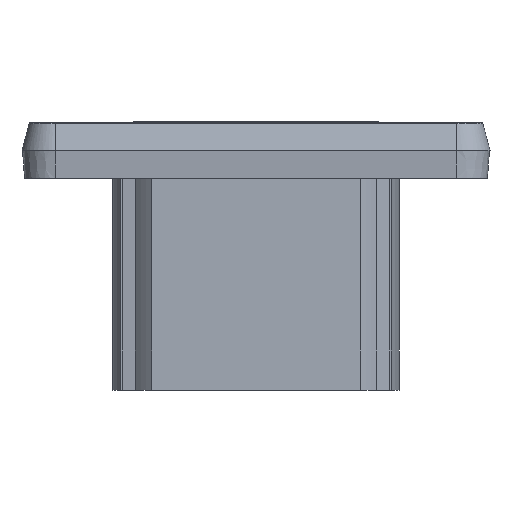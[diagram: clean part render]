
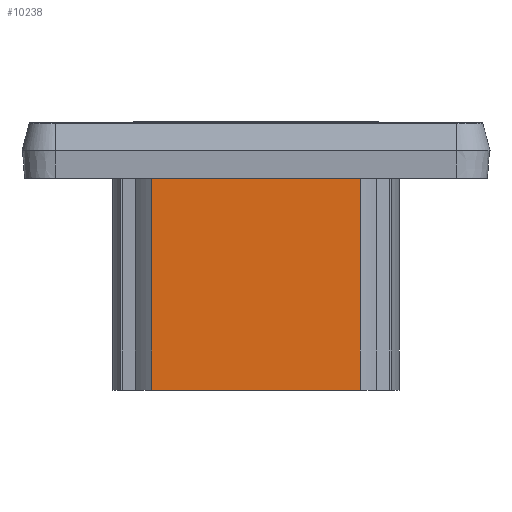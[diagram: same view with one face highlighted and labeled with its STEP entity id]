
A CAD part, front view. The second image highlights one B-rep face of the part: STEP entity #10238.
In plain terms, the highlighted planar face has unit normal (0, -1, 0).
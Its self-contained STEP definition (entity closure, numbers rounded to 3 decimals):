
#11 = LINE ( 'NONE', #2807, #6722 ) ;
#128 = CARTESIAN_POINT ( 'NONE',  ( -18.667, -21.8, 0. ) ) ;
#189 = LINE ( 'NONE', #6569, #4810 ) ;
#357 = CARTESIAN_POINT ( 'NONE',  ( 18.667, -21.8, 0. ) ) ;
#536 = FACE_OUTER_BOUND ( 'NONE', #15271, .T. ) ;
#1389 = CARTESIAN_POINT ( 'NONE',  ( -18.667, -21.8, 0. ) ) ;
#1666 = CARTESIAN_POINT ( 'NONE',  ( 18.667, -21.8, -38. ) ) ;
#1715 = EDGE_CURVE ( 'NONE', #11099, #6729, #14132, .T. ) ;
#1894 = VERTEX_POINT ( 'NONE', #128 ) ;
#2481 = ORIENTED_EDGE ( 'NONE', *, *, #17127, .F. ) ;
#2624 = AXIS2_PLACEMENT_3D ( 'NONE', #357, #11102, #9709 ) ;
#2679 = VECTOR ( 'NONE', #9510, 1000. ) ;
#2807 = CARTESIAN_POINT ( 'NONE',  ( -18.667, -21.8, 0. ) ) ;
#3376 = DIRECTION ( 'NONE',  ( 0., 0., -1. ) ) ;
#4150 = ORIENTED_EDGE ( 'NONE', *, *, #7103, .T. ) ;
#4172 = LINE ( 'NONE', #1389, #2679 ) ;
#4280 = PLANE ( 'NONE',  #2624 ) ;
#4773 = CARTESIAN_POINT ( 'NONE',  ( 18.667, -21.8, 0. ) ) ;
#4810 = VECTOR ( 'NONE', #10506, 1000. ) ;
#6569 = CARTESIAN_POINT ( 'NONE',  ( 18.667, -21.8, -38. ) ) ;
#6722 = VECTOR ( 'NONE', #9452, 1000. ) ;
#6729 = VERTEX_POINT ( 'NONE', #1666 ) ;
#7103 = EDGE_CURVE ( 'NONE', #1894, #13021, #4172, .T. ) ;
#7140 = ORIENTED_EDGE ( 'NONE', *, *, #1715, .F. ) ;
#9452 = DIRECTION ( 'NONE',  ( -1., 0., 0. ) ) ;
#9510 = DIRECTION ( 'NONE',  ( 0., 0., -1. ) ) ;
#9709 = DIRECTION ( 'NONE',  ( 0., 0., -1. ) ) ;
#10238 = ADVANCED_FACE ( 'NONE', ( #536 ), #4280, .T. ) ;
#10506 = DIRECTION ( 'NONE',  ( -1., 0., 0. ) ) ;
#10567 = CARTESIAN_POINT ( 'NONE',  ( 18.667, -21.8, 0. ) ) ;
#10823 = EDGE_CURVE ( 'NONE', #11099, #1894, #11, .T. ) ;
#10949 = CARTESIAN_POINT ( 'NONE',  ( -18.667, -21.8, -38. ) ) ;
#11099 = VERTEX_POINT ( 'NONE', #10567 ) ;
#11102 = DIRECTION ( 'NONE',  ( 0., -1., 0. ) ) ;
#12821 = ORIENTED_EDGE ( 'NONE', *, *, #10823, .T. ) ;
#13021 = VERTEX_POINT ( 'NONE', #10949 ) ;
#14132 = LINE ( 'NONE', #4773, #16663 ) ;
#15271 = EDGE_LOOP ( 'NONE', ( #12821, #4150, #2481, #7140 ) ) ;
#16663 = VECTOR ( 'NONE', #3376, 1000. ) ;
#17127 = EDGE_CURVE ( 'NONE', #6729, #13021, #189, .T. ) ;
